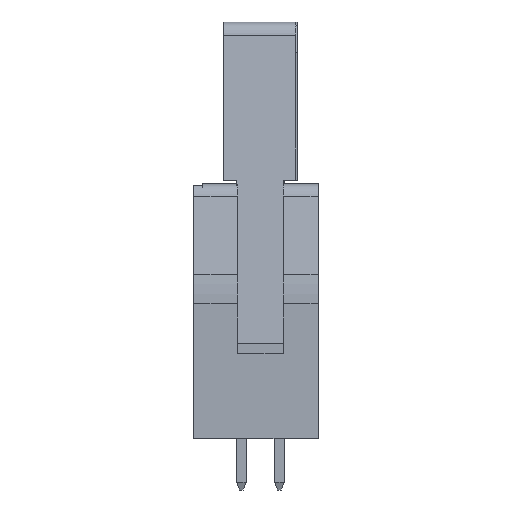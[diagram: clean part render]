
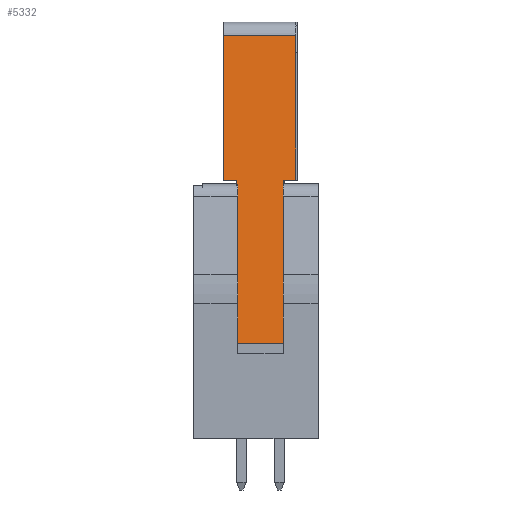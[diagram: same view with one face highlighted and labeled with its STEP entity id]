
A CAD part, left-side view. The second image highlights one B-rep face of the part: STEP entity #5332.
In plain terms, the highlighted face is planar.
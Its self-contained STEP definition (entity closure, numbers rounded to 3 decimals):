
#1430=ORIENTED_EDGE('',*,*,#2317,.T.);
#1431=ORIENTED_EDGE('',*,*,#2318,.F.);
#1432=ORIENTED_EDGE('',*,*,#2319,.T.);
#1433=ORIENTED_EDGE('',*,*,#2320,.T.);
#1434=ORIENTED_EDGE('',*,*,#2321,.F.);
#1435=ORIENTED_EDGE('',*,*,#2322,.F.);
#1436=ORIENTED_EDGE('',*,*,#2323,.T.);
#1437=ORIENTED_EDGE('',*,*,#2324,.F.);
#2317=EDGE_CURVE('',#2864,#2865,#3523,.T.);
#2318=EDGE_CURVE('',#2866,#2865,#3524,.T.);
#2319=EDGE_CURVE('',#2866,#2867,#3525,.F.);
#2320=EDGE_CURVE('',#2867,#2868,#3526,.T.);
#2321=EDGE_CURVE('',#2869,#2868,#3527,.T.);
#2322=EDGE_CURVE('',#2870,#2869,#3528,.T.);
#2323=EDGE_CURVE('',#2870,#2871,#3529,.T.);
#2324=EDGE_CURVE('',#2864,#2871,#3530,.T.);
#2864=VERTEX_POINT('',#8358);
#2865=VERTEX_POINT('',#8359);
#2866=VERTEX_POINT('',#8361);
#2867=VERTEX_POINT('',#8363);
#2868=VERTEX_POINT('',#8365);
#2869=VERTEX_POINT('',#8367);
#2870=VERTEX_POINT('',#8369);
#2871=VERTEX_POINT('',#8371);
#3523=LINE('',#8357,#4211);
#3524=LINE('',#8360,#4212);
#3525=LINE('',#8362,#4213);
#3526=LINE('',#8364,#4214);
#3527=LINE('',#8366,#4215);
#3528=LINE('',#8368,#4216);
#3529=LINE('',#8370,#4217);
#3530=LINE('',#8372,#4218);
#4211=VECTOR('',#6824,1000.);
#4212=VECTOR('',#6825,1000.);
#4213=VECTOR('',#6826,1000.);
#4214=VECTOR('',#6827,1000.);
#4215=VECTOR('',#6828,1000.);
#4216=VECTOR('',#6829,1000.);
#4217=VECTOR('',#6830,1000.);
#4218=VECTOR('',#6831,1000.);
#4550=EDGE_LOOP('',(#1430,#1431,#1432,#1433,#1434,#1435,#1436,#1437));
#4846=FACE_BOUND('',#4550,.T.);
#5090=PLANE('',#5669);
#5332=ADVANCED_FACE('',(#4846),#5090,.T.);
#5669=AXIS2_PLACEMENT_3D('',#8356,#6822,#6823);
#6822=DIRECTION('',(0.993,0.,0.117));
#6823=DIRECTION('',(0.117,0.,-0.993));
#6824=DIRECTION('',(0.,1.,0.));
#6825=DIRECTION('',(0.117,0.,-0.993));
#6826=DIRECTION('',(0.,1.,0.));
#6827=DIRECTION('',(0.117,0.,-0.993));
#6828=DIRECTION('',(0.,-1.,0.));
#6829=DIRECTION('',(-0.117,0.,0.993));
#6830=DIRECTION('',(0.,1.,0.));
#6831=DIRECTION('',(0.117,0.,-0.993));
#8356=CARTESIAN_POINT('',(2.,-2.4,14.274));
#8357=CARTESIAN_POINT('',(3.364,1.57,2.738));
#8358=CARTESIAN_POINT('',(3.364,1.57,2.738));
#8359=CARTESIAN_POINT('',(3.364,2.4,2.738));
#8360=CARTESIAN_POINT('',(2.,2.4,14.274));
#8361=CARTESIAN_POINT('',(2.221,2.4,12.403));
#8362=CARTESIAN_POINT('',(2.221,-2.4,12.403));
#8363=CARTESIAN_POINT('',(2.221,-2.4,12.403));
#8364=CARTESIAN_POINT('',(2.,-2.4,14.274));
#8365=CARTESIAN_POINT('',(3.364,-2.4,2.738));
#8366=CARTESIAN_POINT('',(3.364,-1.57,2.738));
#8367=CARTESIAN_POINT('',(3.364,-1.57,2.738));
#8368=CARTESIAN_POINT('',(3.364,-1.57,2.738));
#8369=CARTESIAN_POINT('',(4.65,-1.57,-8.145));
#8370=CARTESIAN_POINT('',(4.65,-2.4,-8.145));
#8371=CARTESIAN_POINT('',(4.65,1.57,-8.145));
#8372=CARTESIAN_POINT('',(3.364,1.57,2.738));
